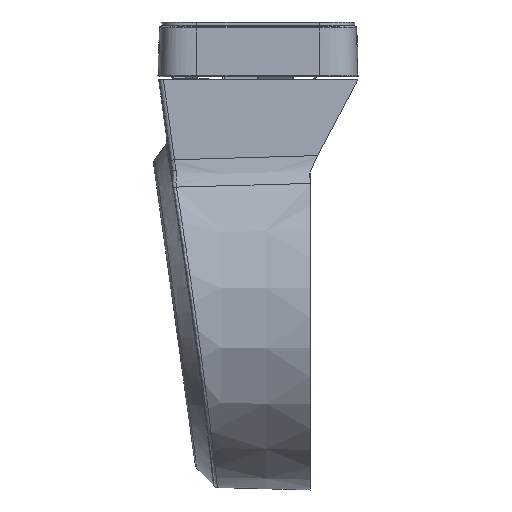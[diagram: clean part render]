
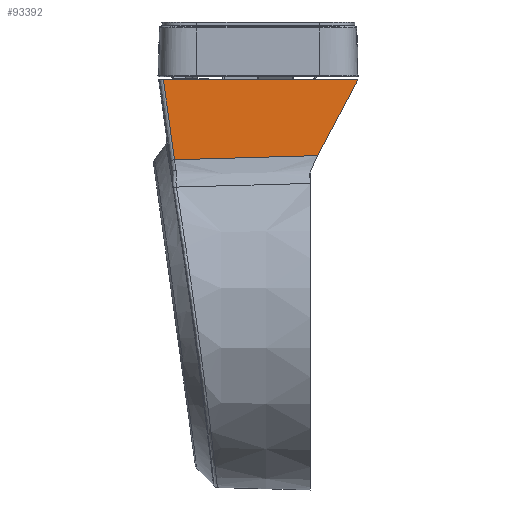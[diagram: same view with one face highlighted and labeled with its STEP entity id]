
A CAD part, left-side view. The second image highlights one B-rep face of the part: STEP entity #93392.
In plain terms, the highlighted free-form (B-spline) face has degree [1, 3] with [2, 18] control points.
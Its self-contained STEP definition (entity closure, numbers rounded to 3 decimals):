
#1508 = VERTEX_POINT ( 'NONE', #21139 ) ;
#1990 = CARTESIAN_POINT ( 'NONE',  ( -51.21, -49.829, 90.8 ) ) ;
#2985 = ORIENTED_EDGE ( 'NONE', *, *, #30559, .T. ) ;
#5077 = CARTESIAN_POINT ( 'NONE',  ( -50.372, 71.267, 86.92 ) ) ;
#6076 = B_SPLINE_SURFACE_WITH_KNOTS ( 'NONE', 1, 3, ( 
 ( #29909, #58174, #73510, #94145, #109555, #65856, #64692, #100677, #21047, #92999, #82960, #50483, #96440, #77563, #6224, #69875, #68749, #113630 ),
 ( #33913, #113054, #51047, #114770, #41619, #49905, #67584, #32195, #31631, #32777, #42185, #5077, #59903, #78139, #104738, #59323, #86460, #76399 ) ),
 .UNSPECIFIED., .F., .F., .F.,
 ( 2, 2 ),
 ( 4, 3, 3, 3, 2, 3, 4 ),
 ( 0., 1. ),
 ( -0.007, -0.004, -0.001, 0.001, 0.026, 0.051, 0.053 ),
 .UNSPECIFIED. ) ;
#6224 = CARTESIAN_POINT ( 'NONE',  ( -50.118, -91.47, 116.264 ) ) ;
#6871 = CARTESIAN_POINT ( 'NONE',  ( -49.029, 33.198, 116.25 ) ) ;
#7416 = B_SPLINE_CURVE_WITH_KNOTS ( 'NONE', 3,
 ( #17803, #18386, #53749, #108052 ),
 .UNSPECIFIED., .F., .F.,
 ( 4, 4 ),
 ( 0., 1. ),
 .UNSPECIFIED. ) ;
#9130 = CARTESIAN_POINT ( 'NONE',  ( -49.029, 33.198, 116.25 ) ) ;
#11662 = VERTEX_POINT ( 'NONE', #66219 ) ;
#13379 = VERTEX_POINT ( 'NONE', #115022 ) ;
#15404 = B_SPLINE_CURVE_WITH_KNOTS ( 'NONE', 3,
 ( #99918, #109990, #1990, #18543, #72758, #54475 ),
 .UNSPECIFIED., .F., .F.,
 ( 4, 2, 4 ),
 ( 0., 0.5, 1. ),
 .UNSPECIFIED. ) ;
#15979 = CARTESIAN_POINT ( 'NONE',  ( -49.876, -63.239, 116.185 ) ) ;
#17803 = CARTESIAN_POINT ( 'NONE',  ( -49.937, -62.985, 115.081 ) ) ;
#18386 = CARTESIAN_POINT ( 'NONE',  ( -49.921, -63.151, 115.378 ) ) ;
#18543 = CARTESIAN_POINT ( 'NONE',  ( -50.57, -56.304, 102.996 ) ) ;
#21047 = CARTESIAN_POINT ( 'NONE',  ( -52.468, -67.951, 71.422 ) ) ;
#21139 = CARTESIAN_POINT ( 'NONE',  ( -51.349, 27.652, 76.425 ) ) ;
#29909 = CARTESIAN_POINT ( 'NONE',  ( -52.804, -64.845, 65.006 ) ) ;
#30559 = EDGE_CURVE ( 'NONE', #57517, #84991, #71210, .T. ) ;
#31631 = CARTESIAN_POINT ( 'NONE',  ( -51.188, 78.984, 71.349 ) ) ;
#31692 = CARTESIAN_POINT ( 'NONE',  ( -49.167, 17.466, 116.25 ) ) ;
#31957 = EDGE_CURVE ( 'NONE', #93889, #11662, #7416, .T. ) ;
#32195 = CARTESIAN_POINT ( 'NONE',  ( -51.223, 79.31, 70.676 ) ) ;
#32777 = CARTESIAN_POINT ( 'NONE',  ( -51.153, 78.658, 72.023 ) ) ;
#32844 = CARTESIAN_POINT ( 'NONE',  ( -49.442, -13.999, 116.25 ) ) ;
#33913 = CARTESIAN_POINT ( 'NONE',  ( -51.524, 82.091, 64.934 ) ) ;
#34103 = EDGE_LOOP ( 'NONE', ( #103295, #78915, #71970, #2985, #59841, #52241 ) ) ;
#41016 = CARTESIAN_POINT ( 'NONE',  ( -49.806, 31.35, 102.975 ) ) ;
#41619 = CARTESIAN_POINT ( 'NONE',  ( -51.349, 80.469, 68.283 ) ) ;
#42185 = CARTESIAN_POINT ( 'NONE',  ( -50.76, 75.033, 79.507 ) ) ;
#45679 = CARTESIAN_POINT ( 'NONE',  ( -51.349, 27.652, 76.425 ) ) ;
#46476 = CARTESIAN_POINT ( 'NONE',  ( -49.872, -63.239, 116.25 ) ) ;
#47599 = FACE_OUTER_BOUND ( 'NONE', #34103, .T. ) ;
#49905 = CARTESIAN_POINT ( 'NONE',  ( -51.304, 80.052, 69.142 ) ) ;
#50483 = CARTESIAN_POINT ( 'NONE',  ( -51.652, -75.669, 86.993 ) ) ;
#51047 = CARTESIAN_POINT ( 'NONE',  ( -51.437, 81.287, 66.593 ) ) ;
#52241 = ORIENTED_EDGE ( 'NONE', *, *, #61577, .F. ) ;
#53749 = CARTESIAN_POINT ( 'NONE',  ( -49.903, -63.239, 115.714 ) ) ;
#54387 = EDGE_CURVE ( 'NONE', #11662, #57517, #68748, .T. ) ;
#54475 = CARTESIAN_POINT ( 'NONE',  ( -49.937, -62.985, 115.081 ) ) ;
#54514 = CARTESIAN_POINT ( 'NONE',  ( -51.855, -43.589, 78.483 ) ) ;
#55523 = EDGE_CURVE ( 'NONE', #1508, #84991, #83886, .T. ) ;
#57517 = VERTEX_POINT ( 'NONE', #103577 ) ;
#58174 = CARTESIAN_POINT ( 'NONE',  ( -52.761, -65.246, 65.836 ) ) ;
#59323 = CARTESIAN_POINT ( 'NONE',  ( -48.815, 55.214, 116.638 ) ) ;
#59841 = ORIENTED_EDGE ( 'NONE', *, *, #55523, .F. ) ;
#59903 = CARTESIAN_POINT ( 'NONE',  ( -49.601, 63.516, 101.637 ) ) ;
#60780 = CARTESIAN_POINT ( 'NONE',  ( -49.88, -63.239, 116.121 ) ) ;
#61577 = EDGE_CURVE ( 'NONE', #13379, #1508, #101201, .T. ) ;
#63965 = CARTESIAN_POINT ( 'NONE',  ( -51.686, -19.842, 77.799 ) ) ;
#64692 = CARTESIAN_POINT ( 'NONE',  ( -52.539, -67.299, 70.075 ) ) ;
#65856 = CARTESIAN_POINT ( 'NONE',  ( -52.584, -66.883, 69.215 ) ) ;
#66219 = CARTESIAN_POINT ( 'NONE',  ( -49.883, -63.239, 116.056 ) ) ;
#67584 = CARTESIAN_POINT ( 'NONE',  ( -51.259, 79.636, 70.002 ) ) ;
#68131 = CARTESIAN_POINT ( 'NONE',  ( -51.349, 27.652, 76.425 ) ) ;
#68748 = B_SPLINE_CURVE_WITH_KNOTS ( 'NONE', 3,
 ( #88512, #60780, #15979, #78431 ),
 .UNSPECIFIED., .F., .F.,
 ( 4, 4 ),
 ( 0.002, 0.002 ),
 .UNSPECIFIED. ) ;
#68749 = CARTESIAN_POINT ( 'NONE',  ( -50.071, -91.972, 117.159 ) ) ;
#69375 = CARTESIAN_POINT ( 'NONE',  ( -49.585, -30.412, 116.25 ) ) ;
#69875 = CARTESIAN_POINT ( 'NONE',  ( -50.095, -91.721, 116.711 ) ) ;
#69950 = CARTESIAN_POINT ( 'NONE',  ( -49.937, -62.985, 115.081 ) ) ;
#71210 = B_SPLINE_CURVE_WITH_KNOTS ( 'NONE', 3,
 ( #46476, #86526, #69375, #32844, #94211, #31692, #6871 ),
 .UNSPECIFIED., .F., .F.,
 ( 4, 3, 4 ),
 ( 0.307, 0.356, 0.403 ),
 .UNSPECIFIED. ) ;
#71970 = ORIENTED_EDGE ( 'NONE', *, *, #54387, .T. ) ;
#72758 = CARTESIAN_POINT ( 'NONE',  ( -50.253, -59.615, 109.055 ) ) ;
#73510 = CARTESIAN_POINT ( 'NONE',  ( -52.718, -65.648, 66.665 ) ) ;
#76399 = CARTESIAN_POINT ( 'NONE',  ( -48.768, 54.712, 117.533 ) ) ;
#77563 = CARTESIAN_POINT ( 'NONE',  ( -50.498, -87.402, 109.011 ) ) ;
#78139 = CARTESIAN_POINT ( 'NONE',  ( -49.218, 59.533, 108.937 ) ) ;
#78431 = CARTESIAN_POINT ( 'NONE',  ( -49.872, -63.239, 116.25 ) ) ;
#78915 = ORIENTED_EDGE ( 'NONE', *, *, #31957, .T. ) ;
#80337 = EDGE_CURVE ( 'NONE', #13379, #93889, #15404, .T. ) ;
#82960 = CARTESIAN_POINT ( 'NONE',  ( -52.041, -71.902, 79.58 ) ) ;
#83886 =( BOUNDED_CURVE ( )  B_SPLINE_CURVE ( 3, ( #68131, #85846, #41016, #105277 ),
 .UNSPECIFIED., .F., .T. ) 
 B_SPLINE_CURVE_WITH_KNOTS ( ( 4, 4 ),
 ( 0., 1. ),
 .UNSPECIFIED. ) 
 CURVE ( )  GEOMETRIC_REPRESENTATION_ITEM ( )  RATIONAL_B_SPLINE_CURVE ( ( 1., 1., 1., 1. ) ) 
 REPRESENTATION_ITEM ( '' )  );
#84991 = VERTEX_POINT ( 'NONE', #9130 ) ;
#85846 = CARTESIAN_POINT ( 'NONE',  ( -50.58, 29.501, 89.7 ) ) ;
#86460 = CARTESIAN_POINT ( 'NONE',  ( -48.791, 54.963, 117.085 ) ) ;
#86526 = CARTESIAN_POINT ( 'NONE',  ( -49.729, -46.825, 116.25 ) ) ;
#88512 = CARTESIAN_POINT ( 'NONE',  ( -49.883, -63.239, 116.056 ) ) ;
#92999 = CARTESIAN_POINT ( 'NONE',  ( -52.433, -68.277, 72.095 ) ) ;
#93392 = ADVANCED_FACE ( 'NONE', ( #47599 ), #6076, .F. ) ;
#93889 = VERTEX_POINT ( 'NONE', #69950 ) ;
#94145 = CARTESIAN_POINT ( 'NONE',  ( -52.674, -66.05, 67.495 ) ) ;
#94211 = CARTESIAN_POINT ( 'NONE',  ( -49.304, 1.734, 116.25 ) ) ;
#96440 = CARTESIAN_POINT ( 'NONE',  ( -50.881, -83.419, 101.71 ) ) ;
#99918 = CARTESIAN_POINT ( 'NONE',  ( -51.855, -43.589, 78.483 ) ) ;
#99960 = CARTESIAN_POINT ( 'NONE',  ( -51.518, 3.905, 77.113 ) ) ;
#100677 = CARTESIAN_POINT ( 'NONE',  ( -52.504, -67.625, 70.748 ) ) ;
#101201 = B_SPLINE_CURVE_WITH_KNOTS ( 'NONE', 3,
 ( #54514, #63965, #99960, #45679 ),
 .UNSPECIFIED., .F., .F.,
 ( 4, 4 ),
 ( 0., 0.969 ),
 .UNSPECIFIED. ) ;
#103295 = ORIENTED_EDGE ( 'NONE', *, *, #80337, .T. ) ;
#103577 = CARTESIAN_POINT ( 'NONE',  ( -49.872, -63.239, 116.25 ) ) ;
#104738 = CARTESIAN_POINT ( 'NONE',  ( -48.838, 55.465, 116.19 ) ) ;
#105277 = CARTESIAN_POINT ( 'NONE',  ( -49.029, 33.198, 116.25 ) ) ;
#108052 = CARTESIAN_POINT ( 'NONE',  ( -49.883, -63.239, 116.056 ) ) ;
#109555 = CARTESIAN_POINT ( 'NONE',  ( -52.629, -66.466, 68.355 ) ) ;
#109990 = CARTESIAN_POINT ( 'NONE',  ( -51.531, -46.663, 84.664 ) ) ;
#113054 = CARTESIAN_POINT ( 'NONE',  ( -51.481, 81.689, 65.763 ) ) ;
#113630 = CARTESIAN_POINT ( 'NONE',  ( -50.048, -92.223, 117.606 ) ) ;
#114770 = CARTESIAN_POINT ( 'NONE',  ( -51.394, 80.885, 67.423 ) ) ;
#115022 = CARTESIAN_POINT ( 'NONE',  ( -51.855, -43.589, 78.483 ) ) ;
